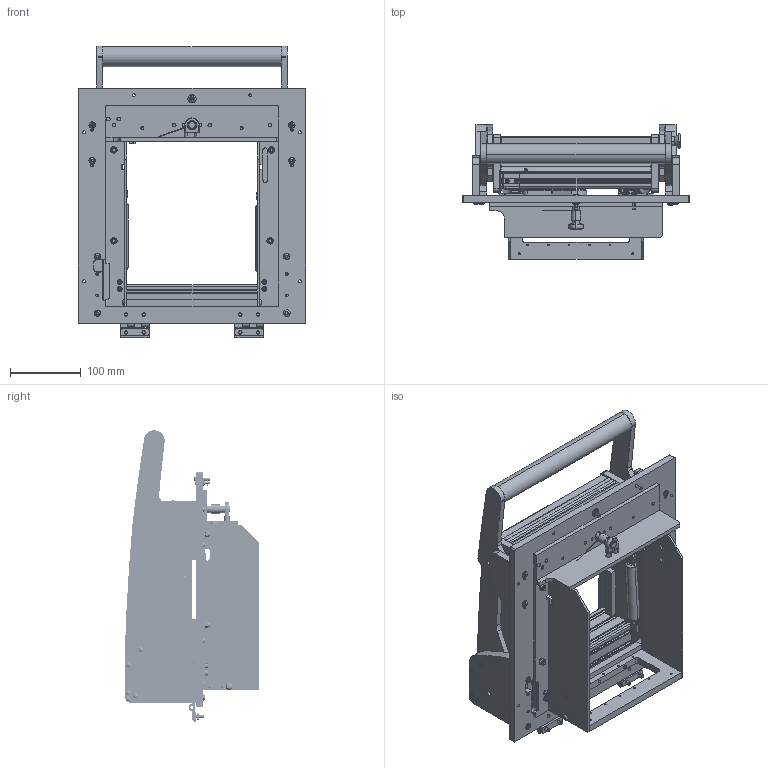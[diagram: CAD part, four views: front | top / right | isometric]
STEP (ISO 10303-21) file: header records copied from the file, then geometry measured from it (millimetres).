
FILE_DESCRIPTION (( 'STEP AP214' ), '1' );
FILE_NAME ('INGUN_39900.STEP', '2024-11-18T10:40:55', ( '' ), ( '' ), 'SwSTEP 2.0', 'SolidWorks 2023', '' );
FILE_SCHEMA (( 'AUTOMOTIVE_DESIGN' ));
Length unit declared in the file: millimetre
Products named in the file (76): 32578~1_S; DIN125~n_06,4 M06,0 Fase; 116176~0_S; 40519~6_S; DIN912~n_M04,0x016; 34328~1_S; 37189~1_S; 109946~0_KUNDE<S>; 40518~3_S; 40569~1_S; 39891~3_KUNDE<S>; 30915~0; 47523~0_S; 38786~1; 40571~1_S; 114566~2_S; K_02038~0; 109896~1_KUNDE<S>; 40568~4_KUNDE<S>; ASR~asr_Øi04,2x07xØa8; 109947~0_KUNDE<S>; 114115~0_S; 31109~0; 2528~0; DIN7991~n_M05,0x016; 30618~4_S; 53031~0_S; 49317~0; 53735~1_KUNDE<S>; 109759~2_S; 115689~0_S; 2281~0; 39894~2_KUNDE<S>; SCHNORR~n_05,3 M05; 115900~0_S; 39892~7_KUNDE<S>; 36177~2; K_02037~0_Standard ohne Dyn Punkt<Standard>; DIN6325~n_04,0m6x024; 35649~1_S ...
Assembly tree (150 placements, depth 5):
  INGUN_39900
    109759~2_S
      40515~11
      40518~3_S
      40565~5_S
      40519~6_S
      2281~0_180°<Standard>  x2
        2281~0
      112064~0_S  x2
      53031~0_S
      35649~1_S
      37189~1_S
      31253~0_S
      30955~0_S
      30915~0
      ASR~asr_Øi04,2x07xØa8  x2
      2528~0  x2
      31109~0
      36201~3_S
      114566~2_S  x2
        115900~0_S
          115689~0_S
          115901~1_verstemmt <S>
          30618~4_S
          116176~0_S
        DIN912~n_M04,0x016
        SCHNORR~n_04,3 M04
      DIN7991~n_M05,0x016  x12
      DIN7991~n_M05,0x020  x6
      SCHNORR~n_05,3 M05  x4
      DIN985-A2~n_M05,0  x4
      DIN6325~n_04,0m6x024
      DIN6325~n_04,0m6x016  x2
      DIN7991~n_M03,0x016 VA  x2
      DIN912~n_M04,0x012
      DIN6325~n_02,0m6x020
      DIN6325~n_03,0m6x010  x4
      ISO7380~n_M05,0x008  x2
    109896~1_KUNDE<S>
      40567~5_S
      40568~4_KUNDE<S>
      34328~1_S  x2
      40571~1_S
      40569~1_S
      32587~7_S
      35097~0
      36177~2
      35150~0_S
      32578~1_S  x2
      ISO7380~n_M03,0x005  x2
      114115~0_S  x2
      57801~2_S  x2
      49317~0  x2
      DIN125~n_06,4 M06,0 Fase  x2
    109946~0_KUNDE<S>
      53735~1_KUNDE<S>
    109947~0_KUNDE<S>
      53735~1_KUNDE<S>
    39892~7_KUNDE<S>
    39891~3_KUNDE<S>
Bounding box: 320 x 190 x 410.44 mm (x, y, z)
Volume: 2529841.2 mm3; surface area: 1024646.8 mm2
Topology: 151 solids, 151 shells, 3844 faces, 9797 edges, 6247 vertices
Faces by surface type: cylinder 1720, plane 1383, cone 513, torus 83, bspline 81, sphere 64
Entity records: 77368 total; most frequent: CARTESIAN_POINT 15074, DIRECTION 13276, ORIENTED_EDGE 12044, EDGE_CURVE 6022, AXIS2_PLACEMENT_3D 5036, VERTEX_POINT 3887, LINE 3204, VECTOR 3204
